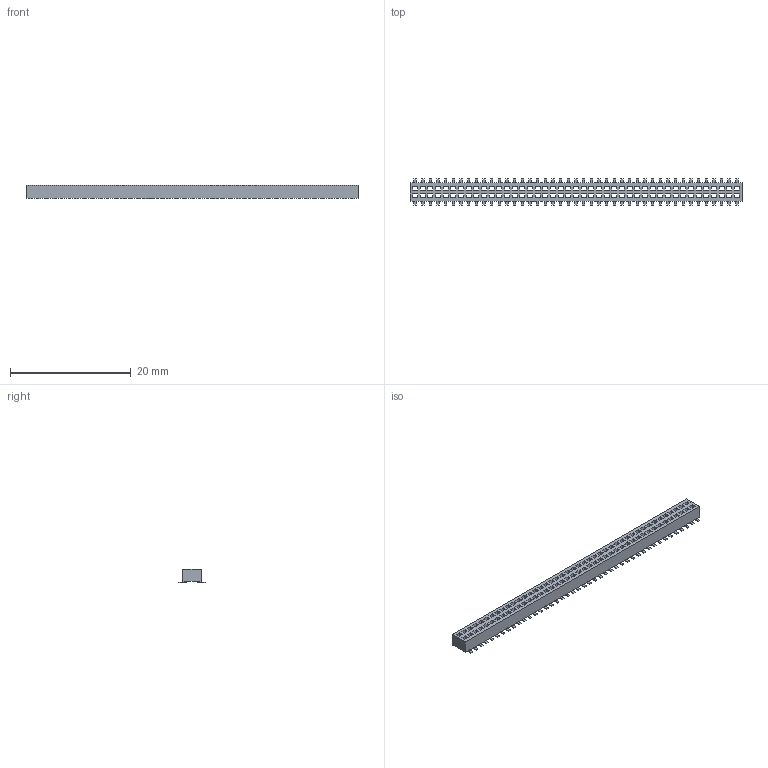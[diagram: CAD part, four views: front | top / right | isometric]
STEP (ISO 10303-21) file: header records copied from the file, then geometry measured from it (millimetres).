
FILE_DESCRIPTION(('FreeCAD Model'),'2;1');
FILE_NAME('Open CASCADE Shape Model','2025-01-12T20:15:25',(''),(''), 'Open CASCADE STEP processor 7.8','FreeCAD','Unknown');
FILE_SCHEMA(('AUTOMOTIVE_DESIGN { 1 0 10303 214 1 1 1 1 }'));
Length unit declared in the file: millimetre
Products named in the file (3): C-106-22-1-G-43-BE_Pin001; CLP-143-2-G-D-BETRM; C-106-22-1-G-43-BE_Pin
Bounding box: 55.04 x 4.32 x 2.29 mm (x, y, z)
Volume: 260.9 mm3; surface area: 1216.8 mm2
Topology: 3 solids, 3 shells, 1046 faces, 3120 edges, 2080 vertices
Faces by surface type: plane 874, cylinder 172
Entity records: 35130 total; most frequent: CARTESIAN_POINT 6247, ORIENTED_EDGE 6240, DIRECTION 5558, EDGE_CURVE 3120, LINE 2776, VECTOR 2776, VERTEX_POINT 2080, AXIS2_PLACEMENT_3D 1391
